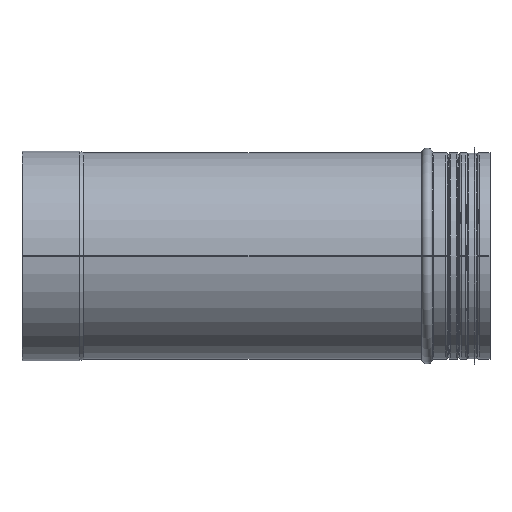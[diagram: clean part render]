
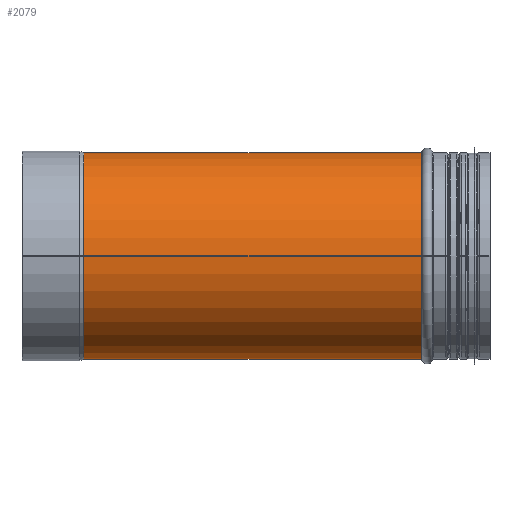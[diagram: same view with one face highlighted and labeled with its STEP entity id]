
A CAD part, left-side view. The second image highlights one B-rep face of the part: STEP entity #2079.
In plain terms, the highlighted cylindrical face has radius 126 mm (diameter 252 mm), a partial arc.
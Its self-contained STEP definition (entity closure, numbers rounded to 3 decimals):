
#170=CIRCLE('',#2308,126.);
#171=CIRCLE('',#2310,126.);
#265=LINE('',#3419,#389);
#282=LINE('',#3470,#406);
#389=VECTOR('',#2564,410.859);
#406=VECTOR('',#2613,410.859);
#546=FACE_BOUND('',#789,.T.);
#643=FACE_OUTER_BOUND('',#788,.T.);
#788=EDGE_LOOP('',(#1603,#1604,#1605,#1606));
#789=EDGE_LOOP('',(#1607));
#873=B_SPLINE_CURVE_WITH_KNOTS('',3,(#3226,#3227,#3228,#3229,#3230,#3231,
#3232,#3233,#3234,#3235,#3236,#3237,#3238,#3239,#3240,#3241,#3242,#3243,
#3244,#3245,#3246,#3247,#3248,#3249,#3250,#3251,#3252,#3253,#3254,#3255,
#3256,#3257,#3258,#3259,#3260,#3261,#3262,#3263,#3264,#3265,#3266,#3267,
#3268,#3269,#3270,#3271,#3272,#3273,#3274,#3275,#3276,#3277,#3278,#3279,
#3280,#3281,#3282,#3283,#3284,#3285,#3286,#3287,#3288,#3289,#3290,#3291,
#3292,#3293,#3294,#3295,#3296,#3297,#3298,#3299),.UNSPECIFIED.,.T.,.F.,
(4,2,2,2,2,2,2,2,2,2,2,2,2,2,2,2,2,2,2,2,2,2,2,2,2,2,2,2,2,2,2,2,2,2,2,
2,4),(0.,1.036,2.073,4.145,6.218,
8.29,10.298,12.305,14.312,16.32,
18.327,20.334,22.342,24.349,26.422,
28.494,30.567,31.603,32.639,33.676,
34.712,36.785,38.857,40.93,42.937,
44.945,46.952,48.959,50.967,52.974,
54.981,56.989,59.061,61.134,63.206,
64.243,65.279),.UNSPECIFIED.);
#877=VERTEX_POINT('',#3225);
#916=VERTEX_POINT('',#3412);
#918=VERTEX_POINT('',#3418);
#934=VERTEX_POINT('',#3463);
#936=VERTEX_POINT('',#3469);
#1025=EDGE_CURVE('',#877,#877,#873,.T.);
#1084=EDGE_CURVE('',#918,#916,#265,.T.);
#1109=EDGE_CURVE('',#934,#936,#282,.T.);
#1204=EDGE_CURVE('',#934,#918,#170,.T.);
#1205=EDGE_CURVE('',#936,#916,#171,.T.);
#1603=ORIENTED_EDGE('',*,*,#1084,.T.);
#1604=ORIENTED_EDGE('',*,*,#1205,.F.);
#1605=ORIENTED_EDGE('',*,*,#1109,.F.);
#1606=ORIENTED_EDGE('',*,*,#1204,.T.);
#1607=ORIENTED_EDGE('',*,*,#1025,.T.);
#1836=CYLINDRICAL_SURFACE('',#2309,126.);
#2079=ADVANCED_FACE('',(#643,#546),#1836,.T.);
#2308=AXIS2_PLACEMENT_3D('',#3657,#2857,#2858);
#2309=AXIS2_PLACEMENT_3D('',#3658,#2859,#2860);
#2310=AXIS2_PLACEMENT_3D('',#3659,#2861,#2862);
#2564=DIRECTION('',(0.,-1.,0.));
#2613=DIRECTION('',(0.,-1.,0.));
#2857=DIRECTION('center_axis',(0.,-1.,0.));
#2858=DIRECTION('ref_axis',(-1.,0.,0.));
#2859=DIRECTION('center_axis',(0.,-1.,0.));
#2860=DIRECTION('ref_axis',(-1.,0.,0.));
#2861=DIRECTION('center_axis',(0.,-1.,0.));
#2862=DIRECTION('ref_axis',(-1.,0.,0.));
#3225=CARTESIAN_POINT('',(75.333,320.,101.));
#3226=CARTESIAN_POINT('Ctrl Pts',(75.333,320.,101.));
#3227=CARTESIAN_POINT('Ctrl Pts',(75.333,323.454,101.));
#3228=CARTESIAN_POINT('Ctrl Pts',(75.572,326.894,100.823));
#3229=CARTESIAN_POINT('Ctrl Pts',(76.494,333.703,100.125));
#3230=CARTESIAN_POINT('Ctrl Pts',(77.176,337.071,99.604));
#3231=CARTESIAN_POINT('Ctrl Pts',(79.774,347.017,97.555));
#3232=CARTESIAN_POINT('Ctrl Pts',(82.242,353.434,95.535));
#3233=CARTESIAN_POINT('Ctrl Pts',(87.904,365.62,90.353));
#3234=CARTESIAN_POINT('Ctrl Pts',(91.095,371.396,87.185));
#3235=CARTESIAN_POINT('Ctrl Pts',(97.535,382.099,79.916));
#3236=CARTESIAN_POINT('Ctrl Pts',(100.783,387.025,75.811));
#3237=CARTESIAN_POINT('Ctrl Pts',(106.732,395.672,67.163));
#3238=CARTESIAN_POINT('Ctrl Pts',(109.672,399.743,62.321));
#3239=CARTESIAN_POINT('Ctrl Pts',(115.089,407.043,51.636));
#3240=CARTESIAN_POINT('Ctrl Pts',(117.565,410.273,45.793));
#3241=CARTESIAN_POINT('Ctrl Pts',(121.662,415.548,33.418));
#3242=CARTESIAN_POINT('Ctrl Pts',(123.287,417.598,26.872));
#3243=CARTESIAN_POINT('Ctrl Pts',(125.456,420.324,13.509));
#3244=CARTESIAN_POINT('Ctrl Pts',(126.,421.,6.691));
#3245=CARTESIAN_POINT('Ctrl Pts',(126.,421.,-6.691));
#3246=CARTESIAN_POINT('Ctrl Pts',(125.456,420.324,-13.509));
#3247=CARTESIAN_POINT('Ctrl Pts',(123.287,417.598,-26.872));
#3248=CARTESIAN_POINT('Ctrl Pts',(121.662,415.548,-33.418));
#3249=CARTESIAN_POINT('Ctrl Pts',(117.565,410.273,-45.793));
#3250=CARTESIAN_POINT('Ctrl Pts',(115.089,407.043,-51.636));
#3251=CARTESIAN_POINT('Ctrl Pts',(109.672,399.743,-62.321));
#3252=CARTESIAN_POINT('Ctrl Pts',(106.732,395.672,-67.163));
#3253=CARTESIAN_POINT('Ctrl Pts',(100.783,387.025,-75.811));
#3254=CARTESIAN_POINT('Ctrl Pts',(97.535,382.099,-79.916));
#3255=CARTESIAN_POINT('Ctrl Pts',(91.095,371.396,-87.185));
#3256=CARTESIAN_POINT('Ctrl Pts',(87.904,365.62,-90.353));
#3257=CARTESIAN_POINT('Ctrl Pts',(82.242,353.434,-95.535));
#3258=CARTESIAN_POINT('Ctrl Pts',(79.774,347.017,-97.555));
#3259=CARTESIAN_POINT('Ctrl Pts',(77.176,337.071,-99.604));
#3260=CARTESIAN_POINT('Ctrl Pts',(76.494,333.703,-100.125));
#3261=CARTESIAN_POINT('Ctrl Pts',(75.572,326.894,-100.823));
#3262=CARTESIAN_POINT('Ctrl Pts',(75.333,323.454,-101.));
#3263=CARTESIAN_POINT('Ctrl Pts',(75.333,316.546,-101.));
#3264=CARTESIAN_POINT('Ctrl Pts',(75.572,313.106,-100.823));
#3265=CARTESIAN_POINT('Ctrl Pts',(76.494,306.297,-100.125));
#3266=CARTESIAN_POINT('Ctrl Pts',(77.176,302.929,-99.604));
#3267=CARTESIAN_POINT('Ctrl Pts',(79.774,292.983,-97.555));
#3268=CARTESIAN_POINT('Ctrl Pts',(82.242,286.566,-95.535));
#3269=CARTESIAN_POINT('Ctrl Pts',(87.904,274.38,-90.353));
#3270=CARTESIAN_POINT('Ctrl Pts',(91.095,268.604,-87.185));
#3271=CARTESIAN_POINT('Ctrl Pts',(97.535,257.901,-79.916));
#3272=CARTESIAN_POINT('Ctrl Pts',(100.783,252.975,-75.811));
#3273=CARTESIAN_POINT('Ctrl Pts',(106.732,244.328,-67.163));
#3274=CARTESIAN_POINT('Ctrl Pts',(109.672,240.257,-62.321));
#3275=CARTESIAN_POINT('Ctrl Pts',(115.089,232.957,-51.636));
#3276=CARTESIAN_POINT('Ctrl Pts',(117.565,229.727,-45.793));
#3277=CARTESIAN_POINT('Ctrl Pts',(121.662,224.452,-33.418));
#3278=CARTESIAN_POINT('Ctrl Pts',(123.287,222.402,-26.872));
#3279=CARTESIAN_POINT('Ctrl Pts',(125.456,219.676,-13.509));
#3280=CARTESIAN_POINT('Ctrl Pts',(126.,219.,-6.691));
#3281=CARTESIAN_POINT('Ctrl Pts',(126.,219.,6.691));
#3282=CARTESIAN_POINT('Ctrl Pts',(125.456,219.676,13.509));
#3283=CARTESIAN_POINT('Ctrl Pts',(123.287,222.402,26.872));
#3284=CARTESIAN_POINT('Ctrl Pts',(121.662,224.452,33.418));
#3285=CARTESIAN_POINT('Ctrl Pts',(117.565,229.727,45.793));
#3286=CARTESIAN_POINT('Ctrl Pts',(115.089,232.957,51.636));
#3287=CARTESIAN_POINT('Ctrl Pts',(109.672,240.257,62.321));
#3288=CARTESIAN_POINT('Ctrl Pts',(106.732,244.328,67.163));
#3289=CARTESIAN_POINT('Ctrl Pts',(100.783,252.975,75.811));
#3290=CARTESIAN_POINT('Ctrl Pts',(97.535,257.901,79.916));
#3291=CARTESIAN_POINT('Ctrl Pts',(91.095,268.604,87.185));
#3292=CARTESIAN_POINT('Ctrl Pts',(87.904,274.38,90.353));
#3293=CARTESIAN_POINT('Ctrl Pts',(82.242,286.566,95.535));
#3294=CARTESIAN_POINT('Ctrl Pts',(79.774,292.983,97.555));
#3295=CARTESIAN_POINT('Ctrl Pts',(77.176,302.929,99.604));
#3296=CARTESIAN_POINT('Ctrl Pts',(76.494,306.297,100.125));
#3297=CARTESIAN_POINT('Ctrl Pts',(75.572,313.106,100.823));
#3298=CARTESIAN_POINT('Ctrl Pts',(75.333,316.546,101.));
#3299=CARTESIAN_POINT('Ctrl Pts',(75.333,320.,101.));
#3412=CARTESIAN_POINT('',(-126.,83.828,0.22));
#3418=CARTESIAN_POINT('',(-126.,494.688,0.22));
#3419=CARTESIAN_POINT('',(-126.,494.688,0.22));
#3463=CARTESIAN_POINT('',(-126.,494.688,0.));
#3469=CARTESIAN_POINT('',(-126.,83.828,0.));
#3470=CARTESIAN_POINT('',(-126.,494.688,0.));
#3657=CARTESIAN_POINT('Origin',(0.,494.688,0.));
#3658=CARTESIAN_POINT('Origin',(0.,279.233,0.));
#3659=CARTESIAN_POINT('Origin',(0.,83.828,0.));
